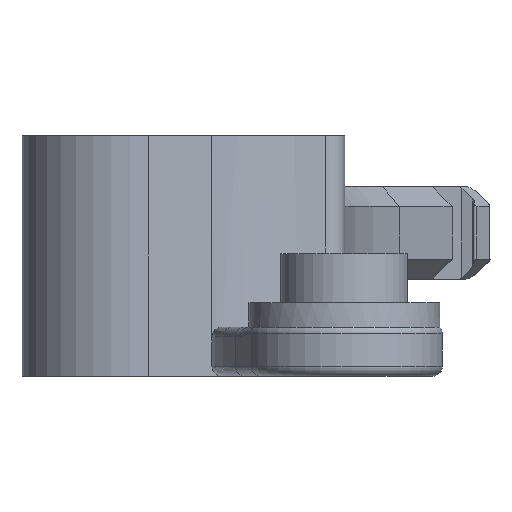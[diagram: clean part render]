
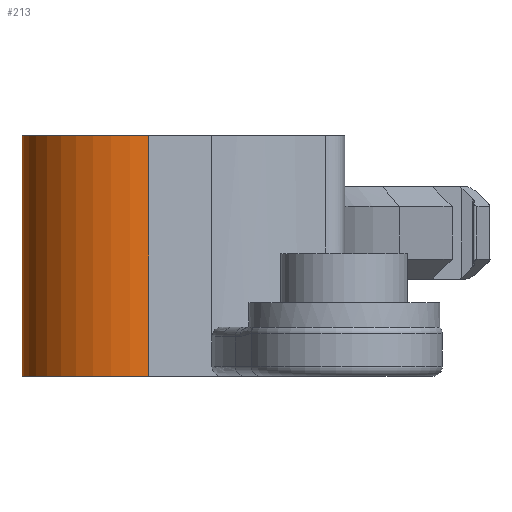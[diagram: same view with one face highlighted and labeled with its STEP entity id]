
A CAD part, front view. The second image highlights one B-rep face of the part: STEP entity #213.
In plain terms, the highlighted cylindrical face has radius 11 mm (diameter 22 mm), a partial arc.
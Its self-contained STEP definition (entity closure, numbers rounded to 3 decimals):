
#74 = EDGE_CURVE ( 'NONE', #938, #1447, #2564, .T. ) ;
#135 = ORIENTED_EDGE ( 'NONE', *, *, #74, .F. ) ;
#148 = EDGE_CURVE ( 'NONE', #1447, #2331, #877, .T. ) ;
#167 = DIRECTION ( 'NONE',  ( 0., 0., -1. ) ) ;
#186 = AXIS2_PLACEMENT_3D ( 'NONE', #2277, #167, #852 ) ;
#213 = ADVANCED_FACE ( 'NONE', ( #1340 ), #416, .T. ) ;
#302 = LINE ( 'NONE', #1930, #2873 ) ;
#416 = CYLINDRICAL_SURFACE ( 'NONE', #186, 11. ) ;
#667 = CARTESIAN_POINT ( 'NONE',  ( -44.846, 24.469, 24.5 ) ) ;
#803 = ORIENTED_EDGE ( 'NONE', *, *, #148, .F. ) ;
#852 = DIRECTION ( 'NONE',  ( -1., 0., 0. ) ) ;
#877 = CIRCLE ( 'NONE', #2000, 11. ) ;
#936 = CARTESIAN_POINT ( 'NONE',  ( -31.936, 13.636, 0. ) ) ;
#938 = VERTEX_POINT ( 'NONE', #1739 ) ;
#974 = DIRECTION ( 'NONE',  ( 0., 0., -1. ) ) ;
#1169 = DIRECTION ( 'NONE',  ( 0., 0., -1. ) ) ;
#1198 = EDGE_CURVE ( 'NONE', #938, #2572, #1559, .T. ) ;
#1235 = CARTESIAN_POINT ( 'NONE',  ( -33.846, 24.469, 24.5 ) ) ;
#1248 = DIRECTION ( 'NONE',  ( 0., 0., -1. ) ) ;
#1340 = FACE_OUTER_BOUND ( 'NONE', #2473, .T. ) ;
#1447 = VERTEX_POINT ( 'NONE', #936 ) ;
#1484 = DIRECTION ( 'NONE',  ( 0., 0., -1. ) ) ;
#1559 = CIRCLE ( 'NONE', #1951, 11. ) ;
#1739 = CARTESIAN_POINT ( 'NONE',  ( -31.936, 13.636, 24.5 ) ) ;
#1930 = CARTESIAN_POINT ( 'NONE',  ( -44.846, 24.469, 24.5 ) ) ;
#1951 = AXIS2_PLACEMENT_3D ( 'NONE', #1235, #1484, #2385 ) ;
#2000 = AXIS2_PLACEMENT_3D ( 'NONE', #2865, #1248, #2908 ) ;
#2124 = CARTESIAN_POINT ( 'NONE',  ( -44.846, 24.469, 0. ) ) ;
#2277 = CARTESIAN_POINT ( 'NONE',  ( -33.846, 24.469, 24.5 ) ) ;
#2298 = VECTOR ( 'NONE', #1169, 1000. ) ;
#2331 = VERTEX_POINT ( 'NONE', #2124 ) ;
#2354 = CARTESIAN_POINT ( 'NONE',  ( -31.936, 13.636, 24.5 ) ) ;
#2385 = DIRECTION ( 'NONE',  ( 1., 0., 0. ) ) ;
#2473 = EDGE_LOOP ( 'NONE', ( #2558, #2618, #803, #135 ) ) ;
#2558 = ORIENTED_EDGE ( 'NONE', *, *, #1198, .T. ) ;
#2564 = LINE ( 'NONE', #2354, #2298 ) ;
#2572 = VERTEX_POINT ( 'NONE', #667 ) ;
#2618 = ORIENTED_EDGE ( 'NONE', *, *, #2956, .T. ) ;
#2865 = CARTESIAN_POINT ( 'NONE',  ( -33.846, 24.469, 0. ) ) ;
#2873 = VECTOR ( 'NONE', #974, 1000. ) ;
#2908 = DIRECTION ( 'NONE',  ( 1., 0., 0. ) ) ;
#2956 = EDGE_CURVE ( 'NONE', #2572, #2331, #302, .T. ) ;
